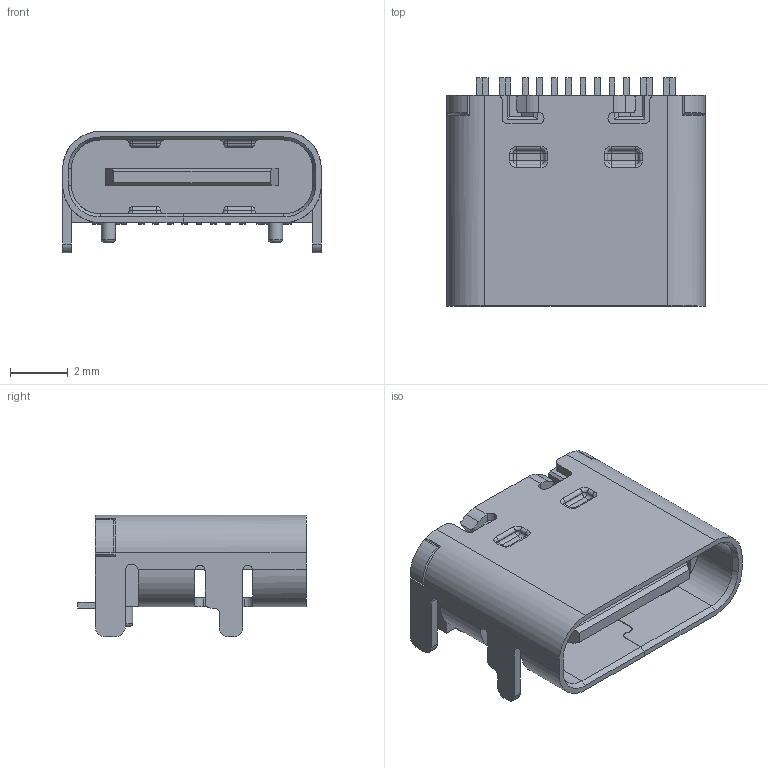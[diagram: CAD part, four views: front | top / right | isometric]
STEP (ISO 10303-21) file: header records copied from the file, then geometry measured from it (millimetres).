
FILE_DESCRIPTION(('FreeCAD Model'),'2;1');
FILE_NAME('HRO_TYPE-C-31-M-12.step', '2020-09-07T21:20:17',('Author'),(''), 'Open CASCADE STEP processor 7.3','FreeCAD','Unknown');
FILE_SCHEMA(('AUTOMOTIVE_DESIGN { 1 0 10303 214 1 1 1 1 }'));
Length unit declared in the file: millimetre
Products named in the file (4): Frame; Mold; PcbPins; ConPins
Bounding box: 8.95 x 7.9 x 4.2 mm (x, y, z)
Volume: 98.7 mm3; surface area: 527.3 mm2
Topology: 4 solids, 4 shells, 586 faces, 1479 edges, 876 vertices
Faces by surface type: plane 332, cylinder 182, torus 34, sphere 32, cone 6
Full cylindrical faces by diameter (mm): 0.5 x2
Entity records: 17158 total; most frequent: DIRECTION 3031, CARTESIAN_POINT 2982, ORIENTED_EDGE 2894, EDGE_CURVE 1447, LINE 1013, VECTOR 1013, AXIS2_PLACEMENT_3D 1009, VERTEX_POINT 876
